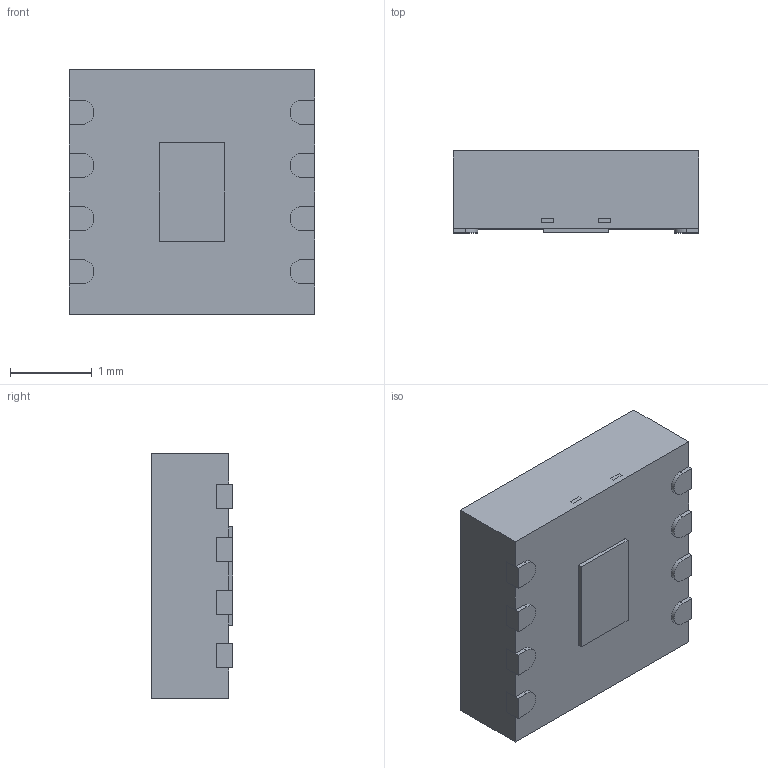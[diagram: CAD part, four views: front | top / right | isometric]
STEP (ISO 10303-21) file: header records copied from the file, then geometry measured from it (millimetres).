
FILE_DESCRIPTION (( 'STEP AP214' ), '1' );
FILE_NAME ('MCP1727-ADJEMF.STEP', '2021-12-24T01:21:15', ( '' ), ( '' ), 'SwSTEP 2.0', 'SolidWorks 2017', '' );
FILE_SCHEMA (( 'AUTOMOTIVE_DESIGN' ));
Length unit declared in the file: millimetre
Products named in the file (1): MCP1727-ADJEMF
Bounding box: 3 x 1 x 3 mm (x, y, z)
Volume: 8.6 mm3; surface area: 39.6 mm2
Topology: 12 solids, 12 shells, 129 faces, 324 edges, 216 vertices
Faces by surface type: plane 113, cylinder 16
Entity records: 3959 total; most frequent: CARTESIAN_POINT 670, ORIENTED_EDGE 648, DIRECTION 616, EDGE_CURVE 324, VECTOR 292, LINE 292, VERTEX_POINT 216, AXIS2_PLACEMENT_3D 162
